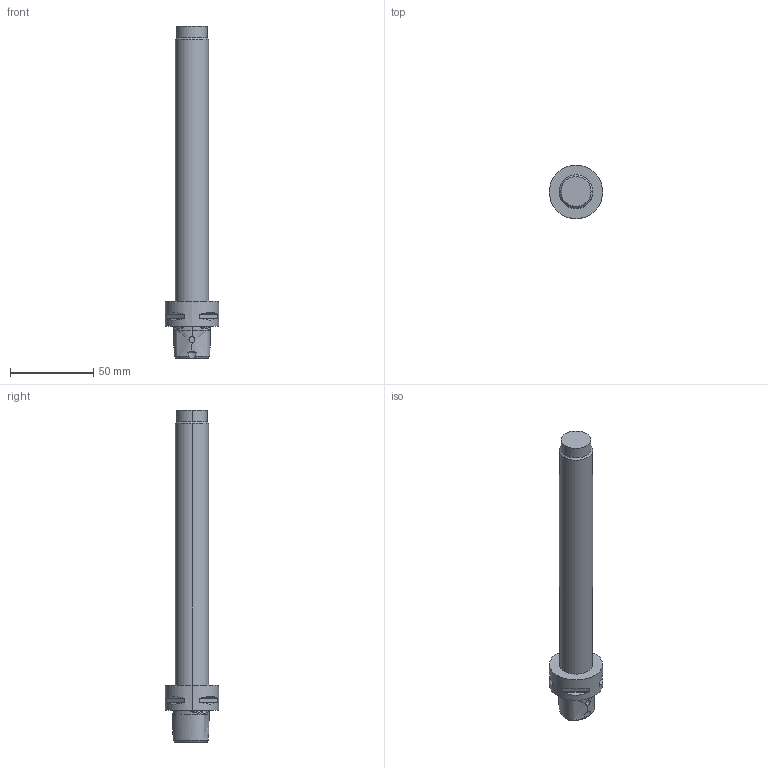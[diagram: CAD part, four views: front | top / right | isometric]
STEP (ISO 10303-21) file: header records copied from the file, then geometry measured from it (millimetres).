
FILE_DESCRIPTION (( 'STEP AP203' ), '1' );
FILE_NAME ('STP-140.09.20.180-P.STEP', '2020-05-27T00:29:11', ( '' ), ( '' ), 'SwSTEP 2.0', 'SolidWorks 2017', '' );
FILE_SCHEMA (( 'CONFIG_CONTROL_DESIGN' ));
Length unit declared in the file: millimetre
Products named in the file (1): STP-140.09.20.180-P
Bounding box: 32 x 32 x 199 mm (x, y, z)
Volume: 65618.4 mm3; surface area: 16048.7 mm2
Topology: 1 solids, 1 shells, 80 faces, 188 edges, 115 vertices
Faces by surface type: plane 28, cylinder 17, cone 16, torus 13, bspline 6
Entity records: 4433 total; most frequent: CARTESIAN_POINT 2597, ORIENTED_EDGE 372, DIRECTION 360, EDGE_CURVE 186, AXIS2_PLACEMENT_3D 154, VERTEX_POINT 115, EDGE_LOOP 89, FACE_OUTER_BOUND 80
